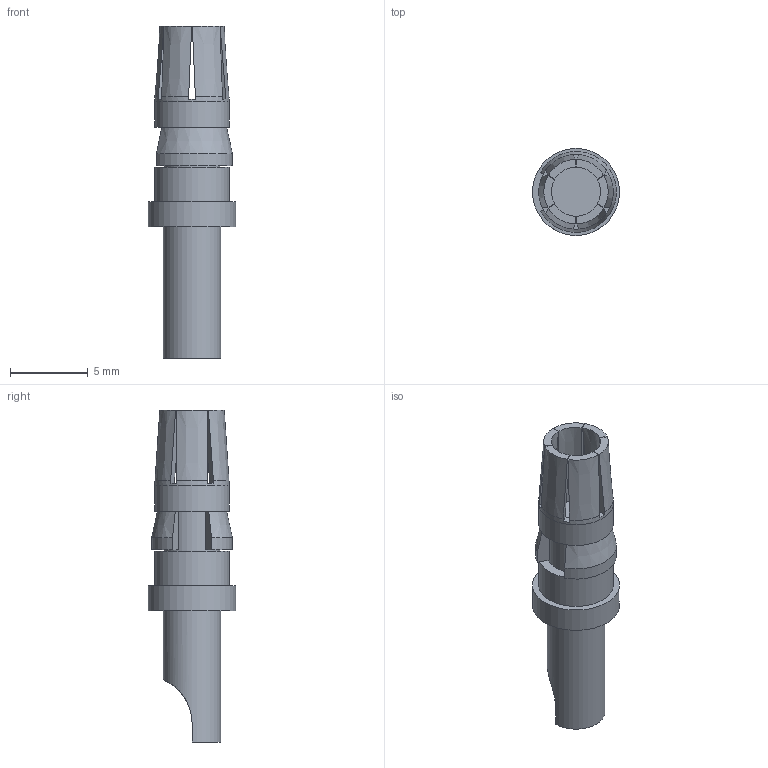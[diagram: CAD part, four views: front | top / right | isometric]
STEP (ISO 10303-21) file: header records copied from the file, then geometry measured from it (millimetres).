
FILE_DESCRIPTION(/* description */ (''),/* implementation_level */ '2;1');
FILE_NAME(/* name */ 'HARTING_09 03 000 6202.stp',/* time_stamp */ '2015-03-04T09:56:05+01:00',/* author */ ('admchouv'),/* organization */ (''),/* preprocessor_version */ 'ST-DEVELOPER v15.5',/* originating_system */ 'AutoCAD Mechanical',/* authorisation */ '');
FILE_SCHEMA (('AUTOMOTIVE_DESIGN { 1 0 10303 214 3 1 1 }'));
Length unit declared in the file: millimetre
Products named in the file (1): Product
Bounding box: 5.6 x 5.6 x 21.35 mm (x, y, z)
Volume: 203.3 mm3; surface area: 617.4 mm2
Topology: 5 solids, 5 shells, 65 faces, 162 edges, 108 vertices
Faces by surface type: plane 40, cone 13, cylinder 10, bspline 2
Full cylindrical faces by diameter (mm): 2.8 x1, 3.6 x1, 3.7 x1, 3.81 x1, 4.8 x2, 5.6 x1
Entity records: 2080 total; most frequent: CARTESIAN_POINT 514, DIRECTION 338, ORIENTED_EDGE 308, EDGE_CURVE 154, AXIS2_PLACEMENT_3D 148, VERTEX_POINT 107, CIRCLE 84, EDGE_LOOP 73
